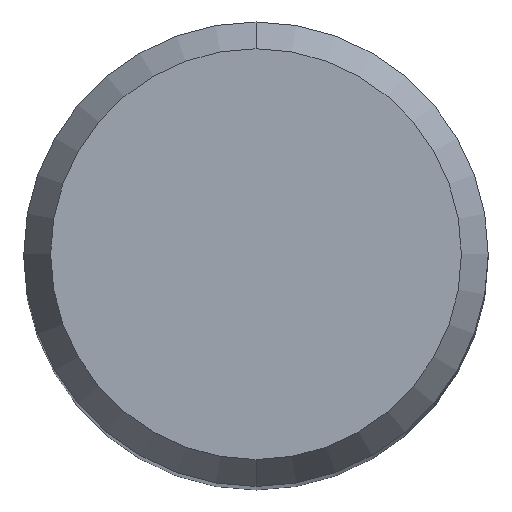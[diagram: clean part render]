
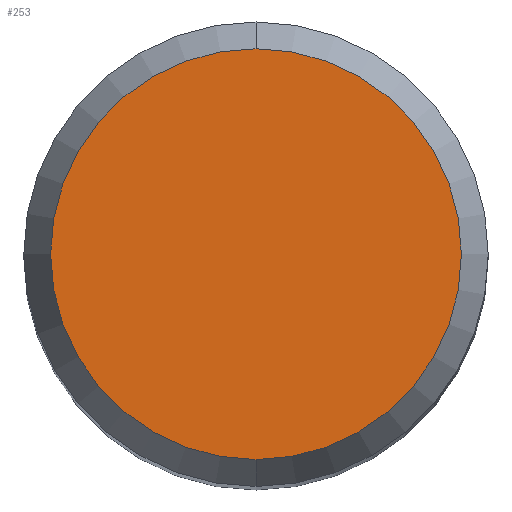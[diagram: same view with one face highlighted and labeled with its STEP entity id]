
A CAD part, top view. The second image highlights one B-rep face of the part: STEP entity #253.
In plain terms, the highlighted planar face has unit normal (0, 0, 1).
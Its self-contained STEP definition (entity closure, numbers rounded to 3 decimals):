
#173=VERTEX_POINT('',#465);
#191=EDGE_CURVE('',#173,#387,#485,.T.);
#253=ADVANCED_FACE('',(#554),#555,.T.);
#287=EDGE_CURVE('',#387,#173,#592,.T.);
#387=VERTEX_POINT('',#701);
#465=CARTESIAN_POINT('',(0.0,3.538,0.0));
#485=CIRCLE('',#830,3.538);
#554=FACE_OUTER_BOUND('',#982,.T.);
#555=PLANE('',#983);
#592=CIRCLE('',#1030,3.538);
#701=CARTESIAN_POINT('',(0.,-3.538,0.0));
#830=AXIS2_PLACEMENT_3D('',#1419,#1420,#1421);
#982=EDGE_LOOP('',(#1519,#1520));
#983=AXIS2_PLACEMENT_3D('',#1521,#1522,#1523);
#1030=AXIS2_PLACEMENT_3D('',#1559,#1560,#1561);
#1419=CARTESIAN_POINT('',(0.0,0.0,0.0));
#1420=DIRECTION('',(0.0,0.0,-1.0));
#1421=DIRECTION('',(0.0,1.0,0.0));
#1519=ORIENTED_EDGE('',*,*,#191,.F.);
#1520=ORIENTED_EDGE('',*,*,#287,.F.);
#1521=CARTESIAN_POINT('',(0.0,1.769,0.0));
#1522=DIRECTION('',(-0.0,0.0,1.0));
#1523=DIRECTION('',(0.0,-1.0,0.0));
#1559=CARTESIAN_POINT('',(0.0,0.0,0.0));
#1560=DIRECTION('',(0.0,0.0,-1.0));
#1561=DIRECTION('',(0.0,1.0,0.0));
